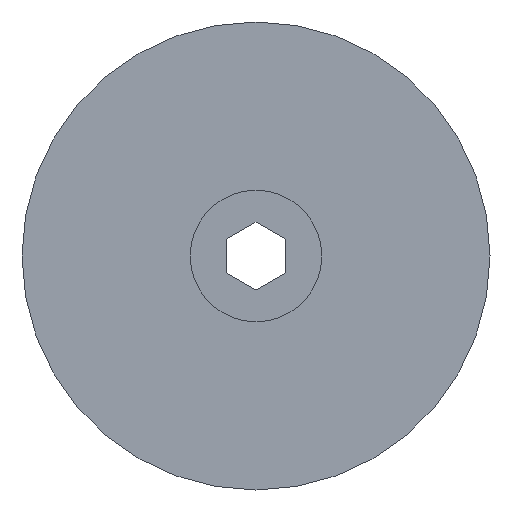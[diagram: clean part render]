
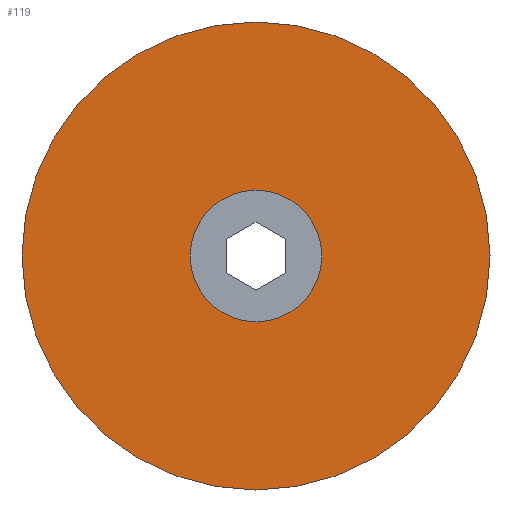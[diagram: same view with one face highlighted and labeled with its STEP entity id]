
A CAD part, left-side view. The second image highlights one B-rep face of the part: STEP entity #119.
In plain terms, the highlighted planar face has unit normal (-1, 0, 0).
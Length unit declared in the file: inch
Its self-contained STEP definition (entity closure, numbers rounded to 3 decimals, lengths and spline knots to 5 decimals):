
#119 = ADVANCED_FACE ( 'NONE', ( #3395, #1930 ), #5896, .F. ) ;
#514 = CIRCLE ( 'NONE', #1370, 2. ) ;
#1242 = AXIS2_PLACEMENT_3D ( 'NONE', #8079, #9693, #4625 ) ;
#1370 = AXIS2_PLACEMENT_3D ( 'NONE', #10632, #1388, #4786 ) ;
#1388 = DIRECTION ( 'NONE',  ( 1., 0., 0. ) ) ;
#1609 = DIRECTION ( 'NONE',  ( 1., 0., 0. ) ) ;
#1804 = CARTESIAN_POINT ( 'NONE',  ( -1., 0., 0.5625 ) ) ;
#1930 = FACE_BOUND ( 'NONE', #4388, .T. ) ;
#2065 = EDGE_CURVE ( 'NONE', #2234, #5203, #9706, .T. ) ;
#2234 = VERTEX_POINT ( 'NONE', #1804 ) ;
#2317 = CARTESIAN_POINT ( 'NONE',  ( -1., 0., -2. ) ) ;
#2632 = DIRECTION ( 'NONE',  ( 1., 0., 0. ) ) ;
#3216 = DIRECTION ( 'NONE',  ( 1., 0., 0. ) ) ;
#3395 = FACE_OUTER_BOUND ( 'NONE', #4611, .T. ) ;
#3415 = CARTESIAN_POINT ( 'NONE',  ( -1., 0., 0. ) ) ;
#4354 = EDGE_CURVE ( 'NONE', #10837, #6422, #514, .T. ) ;
#4388 = EDGE_LOOP ( 'NONE', ( #7083, #9108 ) ) ;
#4519 = AXIS2_PLACEMENT_3D ( 'NONE', #7109, #3216, #6507 ) ;
#4611 = EDGE_LOOP ( 'NONE', ( #9245, #9506 ) ) ;
#4625 = DIRECTION ( 'NONE',  ( 0., 0., -1. ) ) ;
#4786 = DIRECTION ( 'NONE',  ( 0., 0., -1. ) ) ;
#5203 = VERTEX_POINT ( 'NONE', #7557 ) ;
#5744 = CARTESIAN_POINT ( 'NONE',  ( -1., 0., 2. ) ) ;
#5814 = CARTESIAN_POINT ( 'NONE',  ( -1., 0., 0. ) ) ;
#5896 = PLANE ( 'NONE',  #6249 ) ;
#6249 = AXIS2_PLACEMENT_3D ( 'NONE', #3415, #2632, #10204 ) ;
#6412 = CIRCLE ( 'NONE', #9115, 0.5625 ) ;
#6422 = VERTEX_POINT ( 'NONE', #5744 ) ;
#6507 = DIRECTION ( 'NONE',  ( 0., 0., -1. ) ) ;
#6576 = DIRECTION ( 'NONE',  ( 0., 0., -1. ) ) ;
#7083 = ORIENTED_EDGE ( 'NONE', *, *, #2065, .T. ) ;
#7109 = CARTESIAN_POINT ( 'NONE',  ( -1., 0., 0. ) ) ;
#7177 = EDGE_CURVE ( 'NONE', #6422, #10837, #7718, .T. ) ;
#7557 = CARTESIAN_POINT ( 'NONE',  ( -1., 0., -0.5625 ) ) ;
#7718 = CIRCLE ( 'NONE', #1242, 2. ) ;
#8079 = CARTESIAN_POINT ( 'NONE',  ( -1., 0., 0. ) ) ;
#9108 = ORIENTED_EDGE ( 'NONE', *, *, #9384, .T. ) ;
#9115 = AXIS2_PLACEMENT_3D ( 'NONE', #5814, #1609, #6576 ) ;
#9245 = ORIENTED_EDGE ( 'NONE', *, *, #7177, .F. ) ;
#9384 = EDGE_CURVE ( 'NONE', #5203, #2234, #6412, .T. ) ;
#9506 = ORIENTED_EDGE ( 'NONE', *, *, #4354, .F. ) ;
#9693 = DIRECTION ( 'NONE',  ( 1., 0., 0. ) ) ;
#9706 = CIRCLE ( 'NONE', #4519, 0.5625 ) ;
#10204 = DIRECTION ( 'NONE',  ( 0., 0., -1. ) ) ;
#10632 = CARTESIAN_POINT ( 'NONE',  ( -1., 0., 0. ) ) ;
#10837 = VERTEX_POINT ( 'NONE', #2317 ) ;
